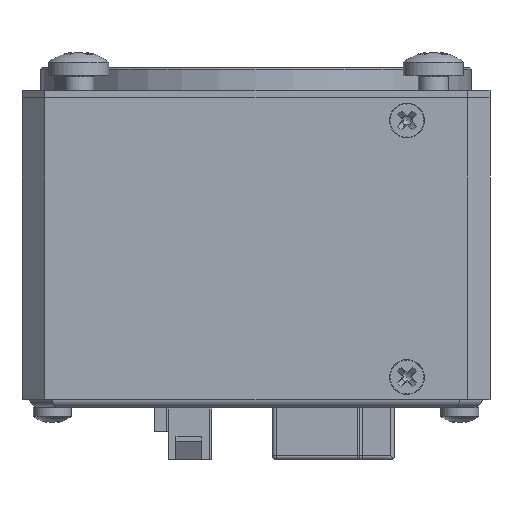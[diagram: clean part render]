
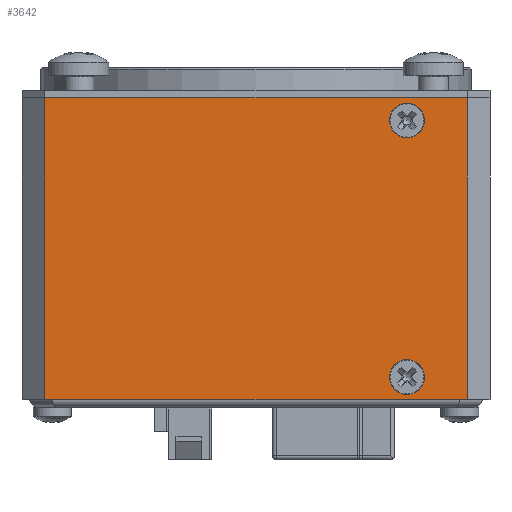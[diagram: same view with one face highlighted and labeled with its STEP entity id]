
A CAD part, front view. The second image highlights one B-rep face of the part: STEP entity #3642.
In plain terms, the highlighted planar face has unit normal (0, -1, 0).
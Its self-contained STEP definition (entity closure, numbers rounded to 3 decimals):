
#2806 = VERTEX_POINT('',#2807);
#2807 = CARTESIAN_POINT('',(28.,-31.,42.));
#2813 = EDGE_CURVE('',#2814,#2806,#2816,.T.);
#2814 = VERTEX_POINT('',#2815);
#2815 = CARTESIAN_POINT('',(-28.,-31.,42.));
#2816 = LINE('',#2817,#2818);
#2817 = CARTESIAN_POINT('',(-28.,-31.,42.));
#2818 = VECTOR('',#2819,1.);
#2819 = DIRECTION('',(1.,0.,0.));
#3461 = VERTEX_POINT('',#3462);
#3462 = CARTESIAN_POINT('',(-28.,-31.,2.));
#3468 = EDGE_CURVE('',#3461,#3469,#3471,.T.);
#3469 = VERTEX_POINT('',#3470);
#3470 = CARTESIAN_POINT('',(28.,-31.,2.));
#3471 = LINE('',#3472,#3473);
#3472 = CARTESIAN_POINT('',(-28.,-31.,2.));
#3473 = VECTOR('',#3474,1.);
#3474 = DIRECTION('',(1.,0.,0.));
#3629 = EDGE_CURVE('',#3469,#2806,#3630,.T.);
#3630 = LINE('',#3631,#3632);
#3631 = CARTESIAN_POINT('',(28.,-31.,2.));
#3632 = VECTOR('',#3633,1.);
#3633 = DIRECTION('',(0.,0.,1.));
#3642 = ADVANCED_FACE('',(#3643,#3654,#3674),#3694,.T.);
#3643 = FACE_BOUND('',#3644,.F.);
#3644 = EDGE_LOOP('',(#3645,#3651,#3652,#3653));
#3645 = ORIENTED_EDGE('',*,*,#3646,.T.);
#3646 = EDGE_CURVE('',#3461,#2814,#3647,.T.);
#3647 = LINE('',#3648,#3649);
#3648 = CARTESIAN_POINT('',(-28.,-31.,2.));
#3649 = VECTOR('',#3650,1.);
#3650 = DIRECTION('',(0.,0.,1.));
#3651 = ORIENTED_EDGE('',*,*,#2813,.T.);
#3652 = ORIENTED_EDGE('',*,*,#3629,.F.);
#3653 = ORIENTED_EDGE('',*,*,#3468,.F.);
#3654 = FACE_BOUND('',#3655,.F.);
#3655 = EDGE_LOOP('',(#3656,#3667));
#3656 = ORIENTED_EDGE('',*,*,#3657,.F.);
#3657 = EDGE_CURVE('',#3658,#3660,#3662,.T.);
#3658 = VERTEX_POINT('',#3659);
#3659 = CARTESIAN_POINT('',(20.,-31.,7.3));
#3660 = VERTEX_POINT('',#3661);
#3661 = CARTESIAN_POINT('',(20.,-31.,2.7));
#3662 = CIRCLE('',#3663,2.3);
#3663 = AXIS2_PLACEMENT_3D('',#3664,#3665,#3666);
#3664 = CARTESIAN_POINT('',(20.,-31.,5.));
#3665 = DIRECTION('',(0.,1.,0.));
#3666 = DIRECTION('',(0.,-0.,1.));
#3667 = ORIENTED_EDGE('',*,*,#3668,.F.);
#3668 = EDGE_CURVE('',#3660,#3658,#3669,.T.);
#3669 = CIRCLE('',#3670,2.3);
#3670 = AXIS2_PLACEMENT_3D('',#3671,#3672,#3673);
#3671 = CARTESIAN_POINT('',(20.,-31.,5.));
#3672 = DIRECTION('',(0.,1.,0.));
#3673 = DIRECTION('',(0.,0.,-1.));
#3674 = FACE_BOUND('',#3675,.F.);
#3675 = EDGE_LOOP('',(#3676,#3687));
#3676 = ORIENTED_EDGE('',*,*,#3677,.F.);
#3677 = EDGE_CURVE('',#3678,#3680,#3682,.T.);
#3678 = VERTEX_POINT('',#3679);
#3679 = CARTESIAN_POINT('',(20.,-31.,41.3));
#3680 = VERTEX_POINT('',#3681);
#3681 = CARTESIAN_POINT('',(20.,-31.,36.7));
#3682 = CIRCLE('',#3683,2.3);
#3683 = AXIS2_PLACEMENT_3D('',#3684,#3685,#3686);
#3684 = CARTESIAN_POINT('',(20.,-31.,39.));
#3685 = DIRECTION('',(0.,1.,0.));
#3686 = DIRECTION('',(0.,-0.,1.));
#3687 = ORIENTED_EDGE('',*,*,#3688,.F.);
#3688 = EDGE_CURVE('',#3680,#3678,#3689,.T.);
#3689 = CIRCLE('',#3690,2.3);
#3690 = AXIS2_PLACEMENT_3D('',#3691,#3692,#3693);
#3691 = CARTESIAN_POINT('',(20.,-31.,39.));
#3692 = DIRECTION('',(0.,1.,0.));
#3693 = DIRECTION('',(0.,0.,-1.));
#3694 = PLANE('',#3695);
#3695 = AXIS2_PLACEMENT_3D('',#3696,#3697,#3698);
#3696 = CARTESIAN_POINT('',(-31.,-31.,0.));
#3697 = DIRECTION('',(0.,-1.,0.));
#3698 = DIRECTION('',(1.,0.,0.));
